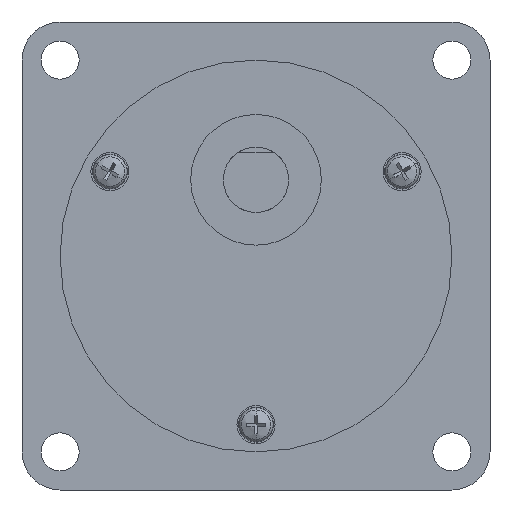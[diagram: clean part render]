
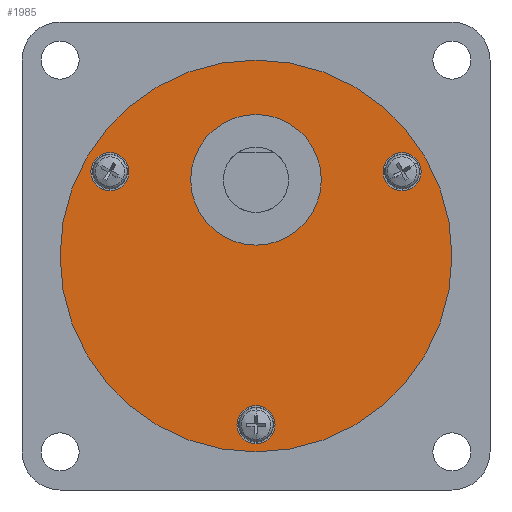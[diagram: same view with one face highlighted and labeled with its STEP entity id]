
A CAD part, left-side view. The second image highlights one B-rep face of the part: STEP entity #1985.
In plain terms, the highlighted planar face has unit normal (-1, 0, 0).
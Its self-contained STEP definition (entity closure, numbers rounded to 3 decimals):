
#1789=CARTESIAN_POINT('POINT14515',(1.,
   0.,6.));
#1790=VERTEX_POINT('VERTEX14515',#1789);
#1797=CARTESIAN_POINT('POINT14516',(1.,0.,
   -6.));
#1798=VERTEX_POINT('VERTEX14516',#1797);
#1799=CARTESIAN_POINT('POS20265',(1.,0.,
   0.));
#1800=DIRECTION('DIR31508',(-1.,0.,0.));
#1801=DIRECTION('DIR31509',(0.,0.,1.));
#1802=AXIS2_PLACEMENT_3D('AXIS11244',#1799,#1800,#1801);
#1803=CIRCLE('ELLIPSE5460',#1802,6.);
#1804=EDGE_CURVE('EDGE23723',#1790,#1798,#1803,.T.);
#1824=EDGE_CURVE('EDGE23725',#1798,#1790,#1803,.T.);
#1829=CARTESIAN_POINT('POINT14517',(1.,-1.75,-22.5));
#1830=VERTEX_POINT('VERTEX14517',#1829);
#1838=CARTESIAN_POINT('POINT14518',(1.,1.75,-22.5));
#1839=VERTEX_POINT('VERTEX14518',#1838);
#1846=CARTESIAN_POINT('POS20270',(1.,0.,
   -22.5));
#1847=DIRECTION('DIR31515',(1.,0.,0.));
#1848=DIRECTION('DIR31516',(0.,-1.,0.));
#1849=AXIS2_PLACEMENT_3D('AXIS11246',#1846,#1847,#1848);
#1850=CIRCLE('ELLIPSE5461',#1849,1.75);
#1851=EDGE_CURVE('EDGE23728',#1830,#1839,#1850,.T.);
#1862=EDGE_CURVE('EDGE23729',#1839,#1830,#1850,.T.);
#1869=CARTESIAN_POINT('POINT14519',(1.,-12.548,
   2.266));
#1870=VERTEX_POINT('VERTEX14519',#1869);
#1878=CARTESIAN_POINT('POINT14520',(1.,-14.298,
   -0.766));
#1879=VERTEX_POINT('VERTEX14520',#1878);
#1886=CARTESIAN_POINT('POS20274',(1.,-13.423,
   0.75));
#1887=DIRECTION('DIR31521',(1.,0.,
   0.));
#1888=DIRECTION('DIR31522',(0.,0.5,
   0.866));
#1889=AXIS2_PLACEMENT_3D('AXIS11248',#1886,#1887,#1888);
#1890=CIRCLE('ELLIPSE5462',#1889,1.75);
#1891=EDGE_CURVE('EDGE23732',#1870,#1879,#1890,.T.);
#1902=EDGE_CURVE('EDGE23733',#1879,#1870,#1890,.T.);
#1909=CARTESIAN_POINT('POINT14521',(1.,14.298,
   -0.766));
#1910=VERTEX_POINT('VERTEX14521',#1909);
#1918=CARTESIAN_POINT('POINT14522',(1.,
   12.548,2.266));
#1919=VERTEX_POINT('VERTEX14522',#1918);
#1926=CARTESIAN_POINT('POS20278',(1.,13.423,
   0.75));
#1927=DIRECTION('DIR31527',(1.,0.,
   0.));
#1928=DIRECTION('DIR31528',(0.,0.5,
   -0.866));
#1929=AXIS2_PLACEMENT_3D('AXIS11250',#1926,#1927,#1928);
#1930=CIRCLE('ELLIPSE5463',#1929,1.75);
#1931=EDGE_CURVE('EDGE23736',#1910,#1919,#1930,.T.);
#1942=EDGE_CURVE('EDGE23737',#1919,#1910,#1930,.T.);
#1949=CARTESIAN_POINT('POINT14523',(1.,0.,-25.));
#1950=VERTEX_POINT('VERTEX14523',#1949);
#1951=CARTESIAN_POINT('POINT14524',(1.,
   0.,11.));
#1952=VERTEX_POINT('VERTEX14524',#1951);
#1953=CARTESIAN_POINT('POS20280',(1.,0.,-7.));
#1954=DIRECTION('DIR31531',(-1.,0.,0.));
#1955=DIRECTION('DIR31532',(0.,0.,-1.));
#1956=AXIS2_PLACEMENT_3D('AXIS11252',#1953,#1954,#1955);
#1957=CIRCLE('ELLIPSE5464',#1956,18.);
#1958=EDGE_CURVE('EDGE23738',#1950,#1952,#1957,.T.);
#1959=ORIENTED_EDGE('COEDGE47587',*,*,#1958,.T.);
#1960=EDGE_CURVE('EDGE23739',#1952,#1950,#1957,.T.);
#1961=ORIENTED_EDGE('COEDGE47588',*,*,#1960,.T.);
#1962=EDGE_LOOP('NONE',(#1959,#1961));
#1963=FACE_BOUND('LOOP1',#1962,.T.);
#1964=ORIENTED_EDGE('COEDGE47589',*,*,#1942,.T.);
#1965=ORIENTED_EDGE('COEDGE47590',*,*,#1931,.T.);
#1966=EDGE_LOOP('NONE',(#1964,#1965));
#1967=FACE_BOUND('LOOP1',#1966,.T.);
#1968=ORIENTED_EDGE('COEDGE47591',*,*,#1902,.T.);
#1969=ORIENTED_EDGE('COEDGE47592',*,*,#1891,.T.);
#1970=EDGE_LOOP('NONE',(#1968,#1969));
#1971=FACE_BOUND('LOOP1',#1970,.T.);
#1972=ORIENTED_EDGE('COEDGE47593',*,*,#1862,.T.);
#1973=ORIENTED_EDGE('COEDGE47594',*,*,#1851,.T.);
#1974=EDGE_LOOP('NONE',(#1972,#1973));
#1975=FACE_BOUND('LOOP1',#1974,.T.);
#1976=ORIENTED_EDGE('COEDGE47595',*,*,#1824,.F.);
#1977=ORIENTED_EDGE('COEDGE47596',*,*,#1804,.F.);
#1978=EDGE_LOOP('NONE',(#1976,#1977));
#1979=FACE_BOUND('LOOP1',#1978,.T.);
#1980=CARTESIAN_POINT('POS20281',(1.,0.,-7.));
#1981=DIRECTION('DIR31533',(-1.,0.,0.));
#1982=DIRECTION('DIR31534',(0.,1.,0.));
#1983=AXIS2_PLACEMENT_3D('AXIS11253',#1980,#1981,#1982);
#1984=PLANE('PLANE3400',#1983);
#1985=ADVANCED_FACE('FACE10351',(#1963,#1967,#1971,#1975,#1979),#1984,
   .T.);
